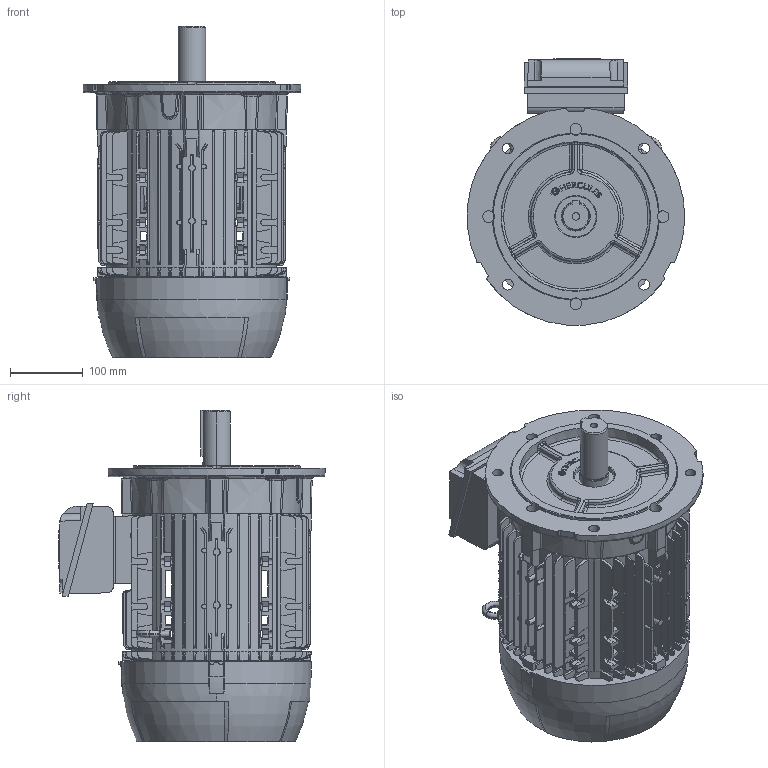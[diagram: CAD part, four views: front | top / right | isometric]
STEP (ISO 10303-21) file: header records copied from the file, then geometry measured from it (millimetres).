
FILE_DESCRIPTION (( 'STEP AP203' ), '1' );
FILE_NAME ('132S_SP_FF_TOP.STEP', '2022-07-27T11:56:51', ( '' ), ( '' ), 'SwSTEP 2.0', 'SolidWorks 2020', '' );
FILE_SCHEMA (( 'CONFIG_CONTROL_DESIGN' ));
Products named in the file (1): 132S_SP_FF_TOP
Bounding box: 299.35 x 366.51 x 456 mm (x, y, z)
Surface area: 899463.5 mm2 (no closed solid volume)
Topology: 0 solids, 12 shells, 2301 faces, 6729 edges, 4407 vertices
Faces by surface type: plane 1317, cone 369, bspline 292, cylinder 200, torus 109, sphere 14
Entity records: 88704 total; most frequent: CARTESIAN_POINT 32724, ORIENTED_EDGE 12509, DIRECTION 9985, EDGE_CURVE 6711, VERTEX_POINT 4407, LINE 3411, VECTOR 3411, AXIS2_PLACEMENT_3D 3287
